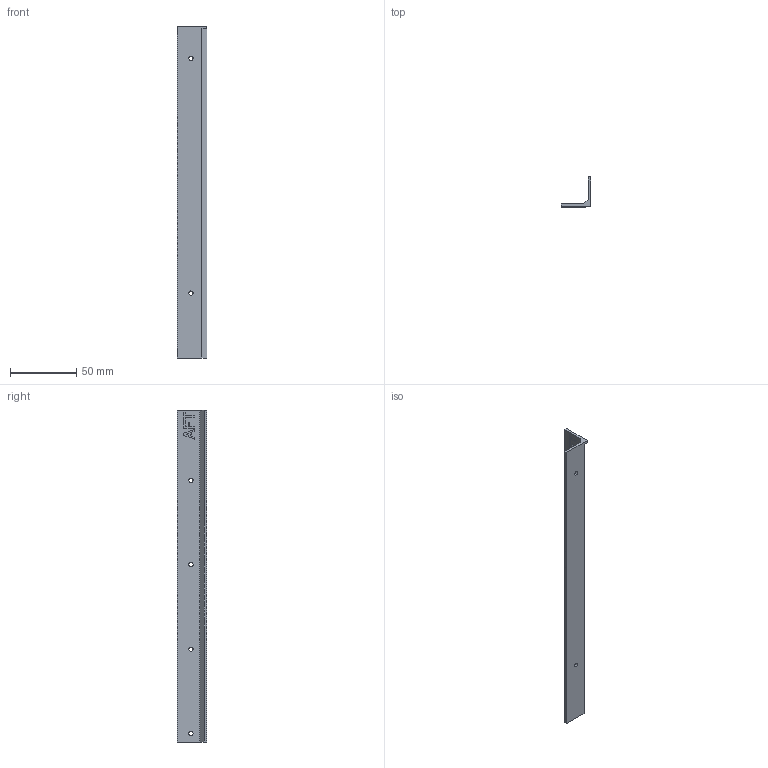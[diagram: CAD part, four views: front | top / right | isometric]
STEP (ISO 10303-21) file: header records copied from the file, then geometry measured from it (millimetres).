
FILE_DESCRIPTION (( 'STEP AP214' ), '1' );
FILE_NAME ('TMPLT-FIN-BRKT-1X1-AFT.STEP', '2024-08-17T20:35:35', ( '' ), ( '' ), 'SwSTEP 2.0', 'SolidWorks 2022', '' );
FILE_SCHEMA (( 'AUTOMOTIVE_DESIGN' ));
Length unit declared in the file: inch
Products named in the file (1): TMPLT-FIN-BRKT-1X1-AFT
Bounding box: 22.23 x 22.23 x 249.68 mm (x, y, z)
Volume: 20976 mm3; surface area: 21525.8 mm2
Topology: 1 solids, 1 shells, 212 faces, 603 edges, 402 vertices
Faces by surface type: plane 130, bspline 70, cylinder 12
Entity records: 10341 total; most frequent: CARTESIAN_POINT 5214, ORIENTED_EDGE 1206, DIRECTION 773, EDGE_CURVE 603, LINE 439, VECTOR 439, VERTEX_POINT 402, EDGE_LOOP 233
